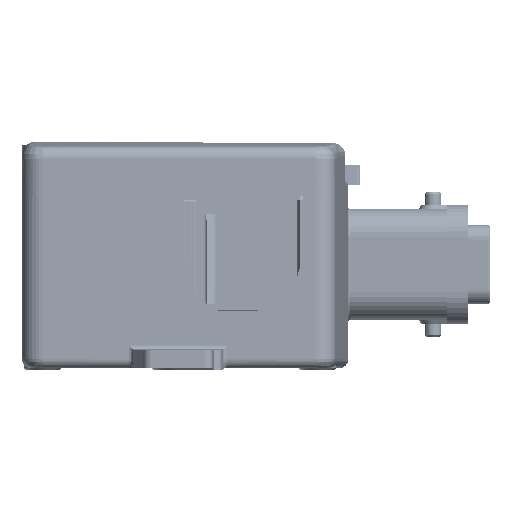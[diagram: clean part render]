
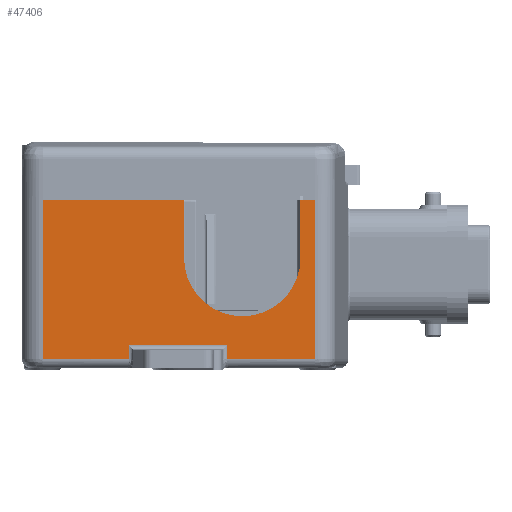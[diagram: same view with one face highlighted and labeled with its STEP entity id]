
A CAD part, left-side view. The second image highlights one B-rep face of the part: STEP entity #47406.
In plain terms, the highlighted planar face has unit normal (-1, 0, 0).
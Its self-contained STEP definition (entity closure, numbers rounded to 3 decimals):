
#37932=PLANE('',#158085);
#41831=FACE_OUTER_BOUND('',#56242,.T.);
#47406=ADVANCED_FACE('',(#41831),#37932,.T.);
#56242=EDGE_LOOP('',(#69989,#69990,#69991,#69992,#69993,#69994,#69995,#69996,
#69997,#69998,#69999,#70000));
#69989=ORIENTED_EDGE('',*,*,#110338,.T.);
#69990=ORIENTED_EDGE('',*,*,#110339,.T.);
#69991=ORIENTED_EDGE('',*,*,#110340,.T.);
#69992=ORIENTED_EDGE('',*,*,#110341,.F.);
#69993=ORIENTED_EDGE('',*,*,#110342,.T.);
#69994=ORIENTED_EDGE('',*,*,#110335,.T.);
#69995=ORIENTED_EDGE('',*,*,#110050,.T.);
#69996=ORIENTED_EDGE('',*,*,#110054,.T.);
#69997=ORIENTED_EDGE('',*,*,#110127,.T.);
#69998=ORIENTED_EDGE('',*,*,#109953,.T.);
#69999=ORIENTED_EDGE('',*,*,#110343,.T.);
#70000=ORIENTED_EDGE('',*,*,#110344,.T.);
#97704=VERTEX_POINT('',#224754);
#97705=VERTEX_POINT('',#224756);
#97773=VERTEX_POINT('',#225116);
#97775=VERTEX_POINT('',#225119);
#97777=VERTEX_POINT('',#225125);
#97922=VERTEX_POINT('',#227668);
#97924=VERTEX_POINT('',#227674);
#97925=VERTEX_POINT('',#227675);
#97926=VERTEX_POINT('',#227677);
#97927=VERTEX_POINT('',#227679);
#97928=VERTEX_POINT('',#227681);
#97929=VERTEX_POINT('',#227684);
#109953=EDGE_CURVE('',#97705,#97704,#132100,.T.);
#110050=EDGE_CURVE('',#97775,#97773,#125471,.T.);
#110054=EDGE_CURVE('',#97773,#97777,#132146,.T.);
#110127=EDGE_CURVE('',#97777,#97705,#132181,.T.);
#110335=EDGE_CURVE('',#97922,#97775,#132291,.T.);
#110338=EDGE_CURVE('',#97924,#97925,#132294,.T.);
#110339=EDGE_CURVE('',#97925,#97926,#132295,.T.);
#110340=EDGE_CURVE('',#97926,#97927,#132296,.T.);
#110341=EDGE_CURVE('',#97928,#97927,#132297,.T.);
#110342=EDGE_CURVE('',#97928,#97922,#132298,.T.);
#110343=EDGE_CURVE('',#97704,#97929,#132299,.T.);
#110344=EDGE_CURVE('',#97929,#97924,#132300,.T.);
#125471=CIRCLE('',#157952,14.);
#132100=LINE('',#224755,#141752);
#132146=LINE('',#225127,#141798);
#132181=LINE('',#225924,#141833);
#132291=LINE('',#227667,#141943);
#132294=LINE('',#227673,#141946);
#132295=LINE('',#227676,#141947);
#132296=LINE('',#227678,#141948);
#132297=LINE('',#227680,#141949);
#132298=LINE('',#227682,#141950);
#132299=LINE('',#227683,#141951);
#132300=LINE('',#227685,#141952);
#141752=VECTOR('',#173048,1.);
#141798=VECTOR('',#173266,1.);
#141833=VECTOR('',#173341,1.);
#141943=VECTOR('',#173669,1.);
#141946=VECTOR('',#173674,1.);
#141947=VECTOR('',#173675,1.);
#141948=VECTOR('',#173676,1.);
#141949=VECTOR('',#173677,1.);
#141950=VECTOR('',#173678,1.);
#141951=VECTOR('',#173679,1.);
#141952=VECTOR('',#173680,1.);
#157952=AXIS2_PLACEMENT_3D('',#225118,#173258,#173259);
#158085=AXIS2_PLACEMENT_3D('',#227686,#173681,#173682);
#173048=DIRECTION('',(0.,0.,-1.));
#173258=DIRECTION('',(1.,0.,0.));
#173259=DIRECTION('',(0.,-1.,0.));
#173266=DIRECTION('',(0.,0.,1.));
#173341=DIRECTION('',(0.,1.,0.));
#173669=DIRECTION('',(0.,0.,-1.));
#173674=DIRECTION('',(0.,-1.,0.));
#173675=DIRECTION('',(0.,0.,-1.));
#173676=DIRECTION('',(0.,-1.,0.));
#173677=DIRECTION('',(0.,0.,-1.));
#173678=DIRECTION('',(0.,1.,0.));
#173679=DIRECTION('',(0.,-1.,0.));
#173680=DIRECTION('',(0.,0.,1.));
#173681=DIRECTION('',(-1.,0.,0.));
#173682=DIRECTION('',(0.,-1.,0.));
#224754=CARTESIAN_POINT('',(-65.,32.5,2.2));
#224755=CARTESIAN_POINT('',(-65.,32.5,40.5));
#224756=CARTESIAN_POINT('',(-65.,32.5,40.5));
#225116=CARTESIAN_POINT('',(-65.,-1.5,26.5));
#225118=CARTESIAN_POINT('',(-65.,-15.5,26.5));
#225119=CARTESIAN_POINT('',(-65.,-29.5,26.5));
#225125=CARTESIAN_POINT('',(-65.,-1.5,40.5));
#225127=CARTESIAN_POINT('',(-65.,-1.5,26.5));
#225924=CARTESIAN_POINT('',(-65.,-1.5,40.5));
#227667=CARTESIAN_POINT('',(-65.,-29.5,40.5));
#227668=CARTESIAN_POINT('',(-65.,-29.5,40.5));
#227673=CARTESIAN_POINT('',(-65.,11.808,5.5));
#227674=CARTESIAN_POINT('',(-65.,11.808,5.5));
#227675=CARTESIAN_POINT('',(-65.,-11.808,5.5));
#227676=CARTESIAN_POINT('',(-65.,-11.808,5.5));
#227677=CARTESIAN_POINT('',(-65.,-11.808,2.2));
#227678=CARTESIAN_POINT('',(-65.,-11.808,2.2));
#227679=CARTESIAN_POINT('',(-65.,-32.919,2.2));
#227680=CARTESIAN_POINT('',(-65.,-32.919,40.5));
#227681=CARTESIAN_POINT('',(-65.,-32.919,40.5));
#227682=CARTESIAN_POINT('',(-65.,-32.919,40.5));
#227683=CARTESIAN_POINT('',(-65.,32.5,2.2));
#227684=CARTESIAN_POINT('',(-65.,11.808,2.2));
#227685=CARTESIAN_POINT('',(-65.,11.808,2.2));
#227686=CARTESIAN_POINT('',(-65.,32.6,-0.6));
